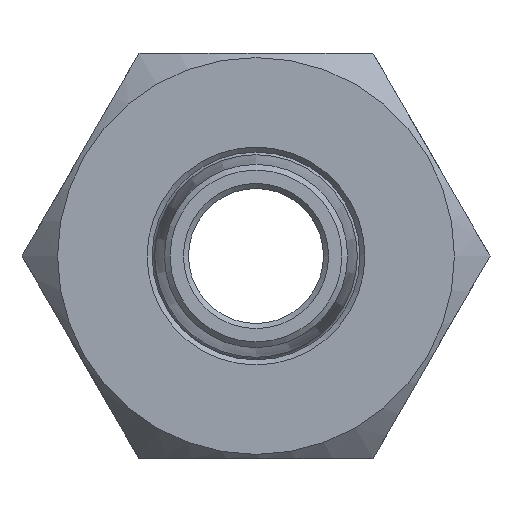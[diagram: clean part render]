
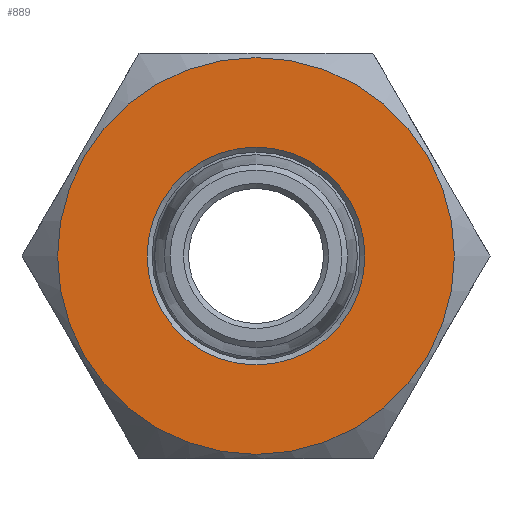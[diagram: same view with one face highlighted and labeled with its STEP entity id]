
A CAD part, left-side view. The second image highlights one B-rep face of the part: STEP entity #889.
In plain terms, the highlighted planar face has unit normal (-1, 0, 0).
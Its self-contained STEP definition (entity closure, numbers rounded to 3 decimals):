
#44=FACE_BOUND('',#158,.T.);
#70=PLANE('',#1033);
#96=FACE_OUTER_BOUND('',#157,.T.);
#157=EDGE_LOOP('',(#649));
#158=EDGE_LOOP('',(#650));
#307=CIRCLE('',#1014,11.75);
#314=CIRCLE('',#1028,6.45);
#398=VERTEX_POINT('',#1535);
#405=VERTEX_POINT('',#1568);
#482=EDGE_CURVE('',#398,#398,#307,.T.);
#496=EDGE_CURVE('',#405,#405,#314,.T.);
#649=ORIENTED_EDGE('',*,*,#482,.T.);
#650=ORIENTED_EDGE('',*,*,#496,.F.);
#889=ADVANCED_FACE('',(#96,#44),#70,.F.);
#1014=AXIS2_PLACEMENT_3D('',#1537,#1168,#1169);
#1028=AXIS2_PLACEMENT_3D('',#1569,#1201,#1202);
#1033=AXIS2_PLACEMENT_3D('',#1579,#1213,#1214);
#1168=DIRECTION('center_axis',(-1.,0.,0.));
#1169=DIRECTION('ref_axis',(0.,1.,0.));
#1201=DIRECTION('center_axis',(-1.,0.,0.));
#1202=DIRECTION('ref_axis',(0.,0.,-1.));
#1213=DIRECTION('center_axis',(1.,0.,0.));
#1214=DIRECTION('ref_axis',(0.,0.,-1.));
#1535=CARTESIAN_POINT('',(0.,-11.75,0.));
#1537=CARTESIAN_POINT('Origin',(0.,0.,0.));
#1568=CARTESIAN_POINT('',(0.,0.,6.45));
#1569=CARTESIAN_POINT('Origin',(0.,0.,0.));
#1579=CARTESIAN_POINT('Origin',(0.,0.,0.));
